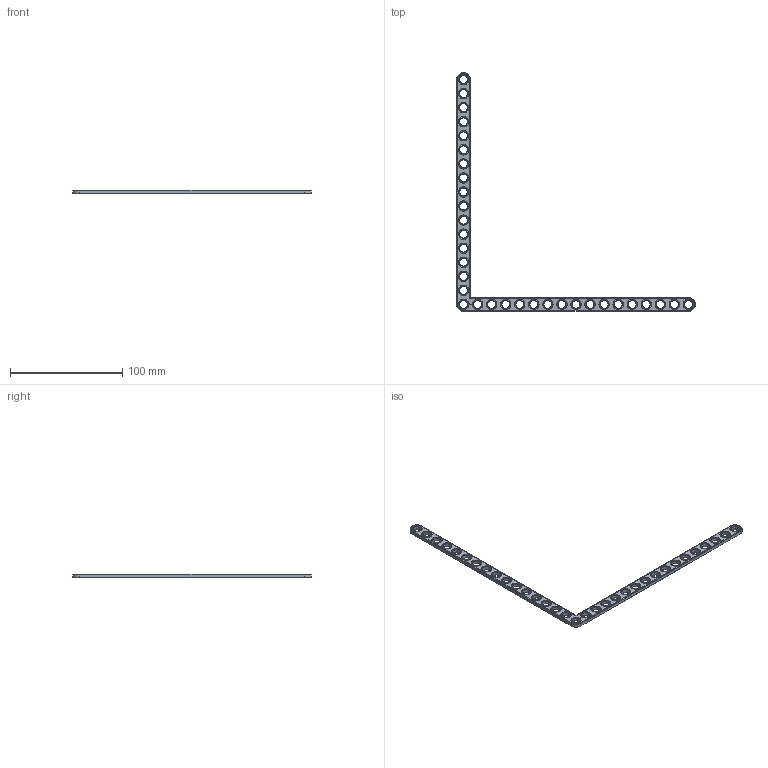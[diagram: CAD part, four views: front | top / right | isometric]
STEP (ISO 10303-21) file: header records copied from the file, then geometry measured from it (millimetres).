
FILE_DESCRIPTION(('FreeCAD Model'),'2;1');
FILE_NAME('Open CASCADE Shape Model','2024-02-09T22:25:11',(''),(''), 'Open CASCADE STEP processor 7.6','FreeCAD','Unknown');
FILE_SCHEMA(('AUTOMOTIVE_DESIGN { 1 0 10303 214 1 1 1 1 }'));
Length unit declared in the file: millimetre
Products named in the file (1): Brace AGD 90 SYM ERR BU17x00.25 - SPN-BRC-0625 (stemfie.org)
Bounding box: 212.5 x 212.5 x 3.12 mm (x, y, z)
Volume: 11470.4 mm3; surface area: 12387.1 mm2
Topology: 1 solids, 1 shells, 721 faces, 1876 edges, 1224 vertices
Faces by surface type: plane 361, extrusion 216, cone 72, cylinder 72
Full cylindrical faces by diameter (mm): 7 x33, 9.2 x33
Entity records: 48114 total; most frequent: CARTESIAN_POINT 11765, DIRECTION 5926, VECTOR 4371, LINE 4155, ORIENTED_EDGE 3752, PCURVE 3752, DEFINITIONAL_REPRESENTATION 3752, EDGE_CURVE 1876
